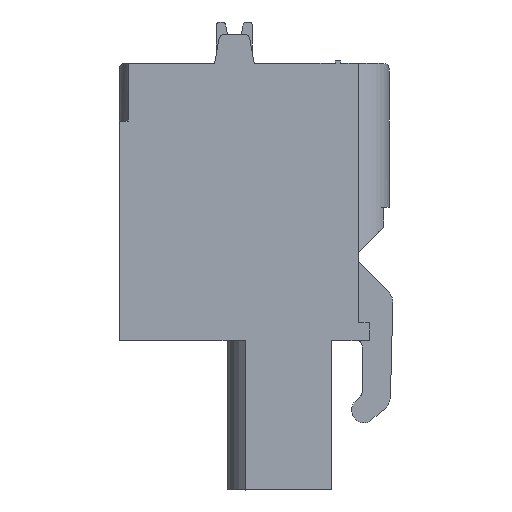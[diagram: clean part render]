
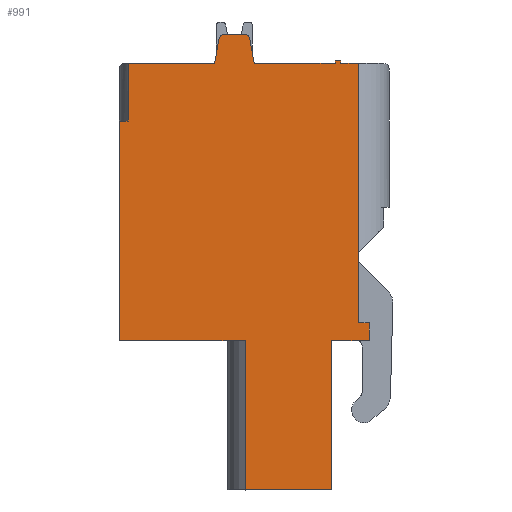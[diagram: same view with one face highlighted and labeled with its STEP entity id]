
A CAD part, left-side view. The second image highlights one B-rep face of the part: STEP entity #991.
In plain terms, the highlighted planar face has unit normal (-1, 0, 0).
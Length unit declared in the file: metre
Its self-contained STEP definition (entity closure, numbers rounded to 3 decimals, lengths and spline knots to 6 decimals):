
#991=ADVANCED_FACE('',(#2664),#2665,.F.);
#2664=FACE_OUTER_BOUND('',#5120,.T.);
#2665=PLANE('',#5121);
#5120=EDGE_LOOP('',(#8128,#8129,#8130,#8131,#8132,#8133,#8134,#8135,#8136,#8137,#8138,#8139,#8140,#8141,#8142,#8143,#8144,#8145,#8146,#8147,#8148,#8149));
#5121=AXIS2_PLACEMENT_3D('',#8150,#8151,#8152);
#8128=ORIENTED_EDGE('',*,*,#15172,.F.);
#8129=ORIENTED_EDGE('',*,*,#15188,.T.);
#8130=ORIENTED_EDGE('',*,*,#14928,.T.);
#8131=ORIENTED_EDGE('',*,*,#14922,.T.);
#8132=ORIENTED_EDGE('',*,*,#14931,.T.);
#8133=ORIENTED_EDGE('',*,*,#14938,.T.);
#8134=ORIENTED_EDGE('',*,*,#14917,.T.);
#8135=ORIENTED_EDGE('',*,*,#15189,.T.);
#8136=ORIENTED_EDGE('',*,*,#15190,.F.);
#8137=ORIENTED_EDGE('',*,*,#15191,.F.);
#8138=ORIENTED_EDGE('',*,*,#15192,.T.);
#8139=ORIENTED_EDGE('',*,*,#15193,.T.);
#8140=ORIENTED_EDGE('',*,*,#15194,.T.);
#8141=ORIENTED_EDGE('',*,*,#15195,.T.);
#8142=ORIENTED_EDGE('',*,*,#15196,.T.);
#8143=ORIENTED_EDGE('',*,*,#15197,.T.);
#8144=ORIENTED_EDGE('',*,*,#15198,.T.);
#8145=ORIENTED_EDGE('',*,*,#15199,.F.);
#8146=ORIENTED_EDGE('',*,*,#15200,.T.);
#8147=ORIENTED_EDGE('',*,*,#15201,.T.);
#8148=ORIENTED_EDGE('',*,*,#15174,.T.);
#8149=ORIENTED_EDGE('',*,*,#15184,.T.);
#8150=CARTESIAN_POINT('',(-0.53926,-0.0888,-0.0215));
#8151=DIRECTION('',(1.0,0.,0.));
#8152=DIRECTION('',(0.0,1.0,0.));
#14917=EDGE_CURVE('',#17971,#17972,#17973,.T.);
#14922=EDGE_CURVE('',#17980,#17981,#17982,.T.);
#14928=EDGE_CURVE('',#17991,#17980,#17992,.T.);
#14931=EDGE_CURVE('',#17981,#17995,#17996,.T.);
#14938=EDGE_CURVE('',#17995,#17971,#18004,.T.);
#15172=EDGE_CURVE('',#18363,#18359,#18365,.T.);
#15174=EDGE_CURVE('',#18367,#18368,#18369,.T.);
#15184=EDGE_CURVE('',#18368,#18359,#18385,.T.);
#15188=EDGE_CURVE('',#18363,#17991,#18389,.T.);
#15189=EDGE_CURVE('',#17972,#18390,#18391,.T.);
#15190=EDGE_CURVE('',#18392,#18390,#18393,.T.);
#15191=EDGE_CURVE('',#18394,#18392,#18395,.T.);
#15192=EDGE_CURVE('',#18394,#18396,#18397,.T.);
#15193=EDGE_CURVE('',#18396,#18398,#18399,.T.);
#15194=EDGE_CURVE('',#18398,#18400,#18401,.T.);
#15195=EDGE_CURVE('',#18400,#18402,#18403,.T.);
#15196=EDGE_CURVE('',#18402,#18404,#18405,.T.);
#15197=EDGE_CURVE('',#18404,#18406,#18407,.T.);
#15198=EDGE_CURVE('',#18406,#18408,#18409,.T.);
#15199=EDGE_CURVE('',#18410,#18408,#18411,.T.);
#15200=EDGE_CURVE('',#18410,#18412,#18413,.T.);
#15201=EDGE_CURVE('',#18412,#18367,#18414,.T.);
#17971=VERTEX_POINT('',#22488);
#17972=VERTEX_POINT('',#22489);
#17973=LINE('',#22490,#22491);
#17980=VERTEX_POINT('',#22501);
#17981=VERTEX_POINT('',#22502);
#17982=CIRCLE('',#22503,0.0003);
#17991=VERTEX_POINT('',#22515);
#17992=LINE('',#22516,#22517);
#17995=VERTEX_POINT('',#22521);
#17996=LINE('',#22522,#22523);
#18004=CIRCLE('',#22534,0.0003);
#18359=VERTEX_POINT('',#23031);
#18363=VERTEX_POINT('',#23037);
#18365=LINE('',#23040,#23041);
#18367=VERTEX_POINT('',#23043);
#18368=VERTEX_POINT('',#23044);
#18369=LINE('',#23045,#23046);
#18385=LINE('',#23069,#23070);
#18389=LINE('',#23075,#23076);
#18390=VERTEX_POINT('',#23077);
#18391=LINE('',#23078,#23079);
#18392=VERTEX_POINT('',#23080);
#18393=LINE('',#23081,#23082);
#18394=VERTEX_POINT('',#23083);
#18395=LINE('',#23084,#23085);
#18396=VERTEX_POINT('',#23086);
#18397=LINE('',#23087,#23088);
#18398=VERTEX_POINT('',#23089);
#18399=LINE('',#23090,#23091);
#18400=VERTEX_POINT('',#23092);
#18401=LINE('',#23093,#23094);
#18402=VERTEX_POINT('',#23095);
#18403=LINE('',#23096,#23097);
#18404=VERTEX_POINT('',#23098);
#18405=LINE('',#23099,#23100);
#18406=VERTEX_POINT('',#23101);
#18407=LINE('',#23102,#23103);
#18408=VERTEX_POINT('',#23104);
#18409=LINE('',#23105,#23106);
#18410=VERTEX_POINT('',#23107);
#18411=LINE('',#23108,#23109);
#18412=VERTEX_POINT('',#23110);
#18413=LINE('',#23111,#23112);
#18414=LINE('',#23113,#23114);
#22488=CARTESIAN_POINT('',(-0.53926,-0.093538,-0.006948));
#22489=CARTESIAN_POINT('',(-0.53926,-0.0933,-0.0083));
#22490=CARTESIAN_POINT('',(-0.53926,-0.0933,-0.0083));
#22491=VECTOR('',#28882,1.0);
#22501=CARTESIAN_POINT('',(-0.53926,-0.095262,-0.006948));
#22502=CARTESIAN_POINT('',(-0.53926,-0.094966,-0.0067));
#22503=AXIS2_PLACEMENT_3D('',#28886,#28887,#28888);
#22515=CARTESIAN_POINT('',(-0.53926,-0.0955,-0.0083));
#22516=CARTESIAN_POINT('',(-0.53926,-0.095218,-0.0067));
#22517=VECTOR('',#28895,1.0);
#22521=CARTESIAN_POINT('',(-0.53926,-0.093834,-0.0067));
#22522=CARTESIAN_POINT('',(-0.53926,-0.095178,-0.0067));
#22523=VECTOR('',#28897,1.0);
#22534=AXIS2_PLACEMENT_3D('',#28904,#28905,#28906);
#23031=CARTESIAN_POINT('',(-0.53926,-0.1,-0.00815));
#23037=CARTESIAN_POINT('',(-0.53926,-0.1,-0.0083));
#23040=CARTESIAN_POINT('',(-0.53926,-0.1,-0.0083));
#23041=VECTOR('',#29142,1.0);
#23043=CARTESIAN_POINT('',(-0.53926,-0.1003,-0.0083));
#23044=CARTESIAN_POINT('',(-0.53926,-0.1003,-0.00815));
#23045=CARTESIAN_POINT('',(-0.53926,-0.1003,-0.0215));
#23046=VECTOR('',#29143,1.0);
#23069=CARTESIAN_POINT('',(-0.53926,-0.1,-0.00815));
#23070=VECTOR('',#29154,1.0);
#23075=CARTESIAN_POINT('',(-0.53926,-0.0883,-0.0083));
#23076=VECTOR('',#29156,1.0);
#23077=CARTESIAN_POINT('',(-0.53926,-0.0885,-0.0083));
#23078=CARTESIAN_POINT('',(-0.53926,-0.0883,-0.0083));
#23079=VECTOR('',#29157,1.0);
#23080=CARTESIAN_POINT('',(-0.53926,-0.0885,-0.0115));
#23081=CARTESIAN_POINT('',(-0.53926,-0.0885,-0.0115));
#23082=VECTOR('',#29158,1.0);
#23083=CARTESIAN_POINT('',(-0.53926,-0.088,-0.0115));
#23084=CARTESIAN_POINT('',(-0.53926,-0.0908,-0.0115));
#23085=VECTOR('',#29159,1.0);
#23086=CARTESIAN_POINT('',(-0.53926,-0.088,-0.0237));
#23087=CARTESIAN_POINT('',(-0.53926,-0.088,-0.0238));
#23088=VECTOR('',#29160,1.0);
#23089=CARTESIAN_POINT('',(-0.53926,-0.095,-0.0237));
#23090=CARTESIAN_POINT('',(-0.53926,-0.095,-0.0237));
#23091=VECTOR('',#29161,1.0);
#23092=CARTESIAN_POINT('',(-0.53926,-0.095,-0.032));
#23093=CARTESIAN_POINT('',(-0.53926,-0.095,-0.032));
#23094=VECTOR('',#29162,1.0);
#23095=CARTESIAN_POINT('',(-0.53926,-0.0998,-0.032));
#23096=CARTESIAN_POINT('',(-0.53926,-0.0998,-0.032));
#23097=VECTOR('',#29163,1.0);
#23098=CARTESIAN_POINT('',(-0.53926,-0.0998,-0.0237));
#23099=CARTESIAN_POINT('',(-0.53926,-0.0998,-0.0237));
#23100=VECTOR('',#29164,1.0);
#23101=CARTESIAN_POINT('',(-0.53926,-0.1019,-0.0237));
#23102=CARTESIAN_POINT('',(-0.53926,-0.1007,-0.0237));
#23103=VECTOR('',#29165,1.0);
#23104=CARTESIAN_POINT('',(-0.53926,-0.1019,-0.0227));
#23105=CARTESIAN_POINT('',(-0.53926,-0.1019,-0.0238));
#23106=VECTOR('',#29166,1.0);
#23107=CARTESIAN_POINT('',(-0.53926,-0.1013,-0.0227));
#23108=CARTESIAN_POINT('',(-0.53926,-0.1003,-0.0227));
#23109=VECTOR('',#29167,1.0);
#23110=CARTESIAN_POINT('',(-0.53926,-0.1013,-0.0083));
#23111=CARTESIAN_POINT('',(-0.53926,-0.1013,-0.0238));
#23112=VECTOR('',#29168,1.0);
#23113=CARTESIAN_POINT('',(-0.53926,-0.0883,-0.0083));
#23114=VECTOR('',#29169,1.0);
#28882=DIRECTION('',(0.,0.174,-0.985));
#28886=CARTESIAN_POINT('',(-0.53926,-0.094966,-0.007));
#28887=DIRECTION('',(-1.0,0.0,0.));
#28888=DIRECTION('',(0.,0.0,-1.0));
#28895=DIRECTION('',(0.,0.174,0.985));
#28897=DIRECTION('',(0.0,1.0,0.0));
#28904=CARTESIAN_POINT('',(-0.53926,-0.093834,-0.007));
#28905=DIRECTION('',(-1.0,0.0,0.));
#28906=DIRECTION('',(0.,0.0,-1.0));
#29142=DIRECTION('',(0.,0.0,1.0));
#29143=DIRECTION('',(0.,0.0,1.0));
#29154=DIRECTION('',(0.0,1.0,0.0));
#29156=DIRECTION('',(0.,1.0,0.));
#29157=DIRECTION('',(0.,1.0,0.));
#29158=DIRECTION('',(0.,0.0,1.0));
#29159=DIRECTION('',(0.,-1.0,0.));
#29160=DIRECTION('',(0.,0.,-1.0));
#29161=DIRECTION('',(0.0,-1.0,0.0));
#29162=DIRECTION('',(0.0,0.,-1.0));
#29163=DIRECTION('',(0.0,-1.0,0.));
#29164=DIRECTION('',(0.0,0.0,1.0));
#29165=DIRECTION('',(0.0,-1.0,0.0));
#29166=DIRECTION('',(0.,0.,1.0));
#29167=DIRECTION('',(0.,-1.0,0.));
#29168=DIRECTION('',(0.,0.,1.0));
#29169=DIRECTION('',(0.,1.0,0.));
